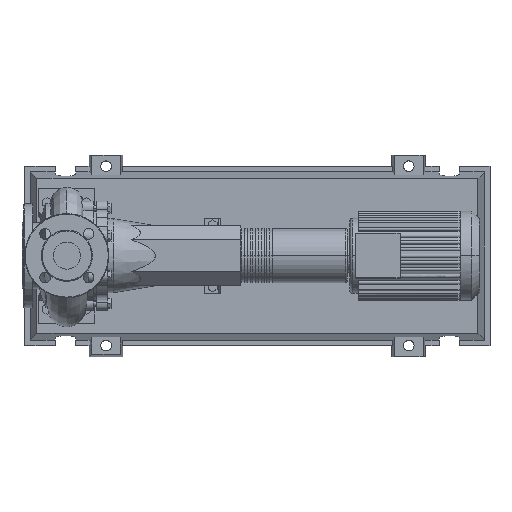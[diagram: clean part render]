
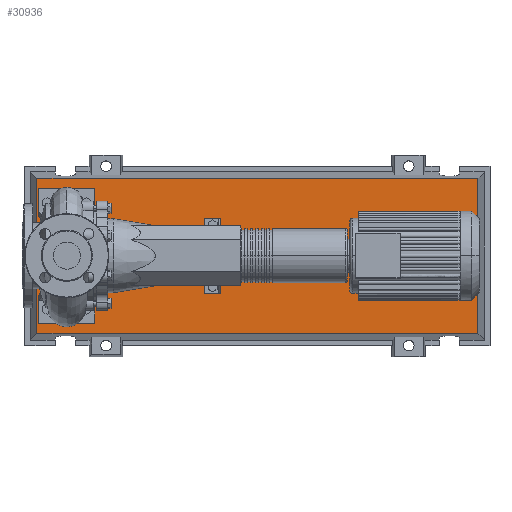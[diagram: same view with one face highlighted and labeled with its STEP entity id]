
A CAD part, top view. The second image highlights one B-rep face of the part: STEP entity #30936.
In plain terms, the highlighted planar face has unit normal (0, 0, 1).
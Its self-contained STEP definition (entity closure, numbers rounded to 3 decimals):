
#30617=CARTESIAN_POINT('',(733.292,-138.292,83.0));
#30618=VERTEX_POINT('',#30617);
#30625=CARTESIAN_POINT('',(-53.292,-138.292,83.0));
#30626=VERTEX_POINT('',#30625);
#30627=CARTESIAN_POINT('',(733.292,-138.292,83.0));
#30628=DIRECTION('',(-1.0,0.0,0.0));
#30629=VECTOR('',#30628,786.584);
#30630=LINE('',#30627,#30629);
#30631=EDGE_CURVE('',#30618,#30626,#30630,.T.);
#30849=CARTESIAN_POINT('',(733.292,138.292,83.0));
#30850=VERTEX_POINT('',#30849);
#30851=CARTESIAN_POINT('',(733.292,138.292,83.0));
#30852=DIRECTION('',(0.0,-1.0,0.0));
#30853=VECTOR('',#30852,276.584);
#30854=LINE('',#30851,#30853);
#30855=EDGE_CURVE('',#30850,#30618,#30854,.T.);
#30873=CARTESIAN_POINT('',(-53.292,138.292,83.0));
#30874=VERTEX_POINT('',#30873);
#30875=CARTESIAN_POINT('',(-53.292,-138.292,83.0));
#30876=DIRECTION('',(0.0,1.0,0.0));
#30877=VECTOR('',#30876,276.584);
#30878=LINE('',#30875,#30877);
#30879=EDGE_CURVE('',#30626,#30874,#30878,.T.);
#30912=CARTESIAN_POINT('',(-53.292,138.292,83.0));
#30913=DIRECTION('',(1.0,0.0,0.0));
#30914=VECTOR('',#30913,786.584);
#30915=LINE('',#30912,#30914);
#30916=EDGE_CURVE('',#30874,#30850,#30915,.T.);
#30925=CARTESIAN_POINT('',(340.,0.,83.0));
#30926=DIRECTION('',(0.0,0.0,1.0));
#30927=DIRECTION('',(1.0,0.0,0.0));
#30928=AXIS2_PLACEMENT_3D('',#30925,#30926,#30927);
#30929=PLANE('',#30928);
#30930=ORIENTED_EDGE('',*,*,#30855,.F.);
#30931=ORIENTED_EDGE('',*,*,#30916,.F.);
#30932=ORIENTED_EDGE('',*,*,#30879,.F.);
#30933=ORIENTED_EDGE('',*,*,#30631,.F.);
#30934=EDGE_LOOP('',(#30930,#30931,#30932,#30933));
#30935=FACE_OUTER_BOUND('',#30934,.T.);
#30936=ADVANCED_FACE('',(#30935),#30929,.T.);
